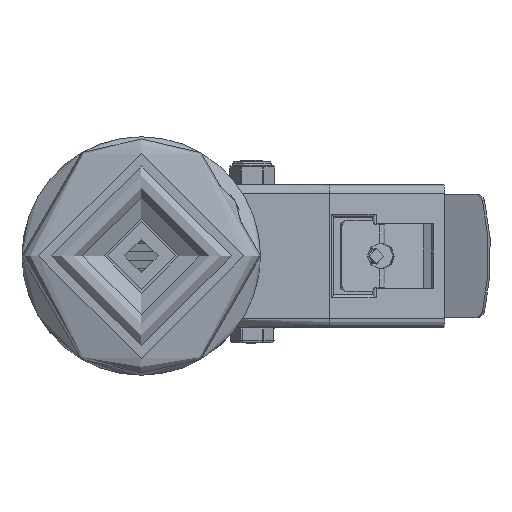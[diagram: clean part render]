
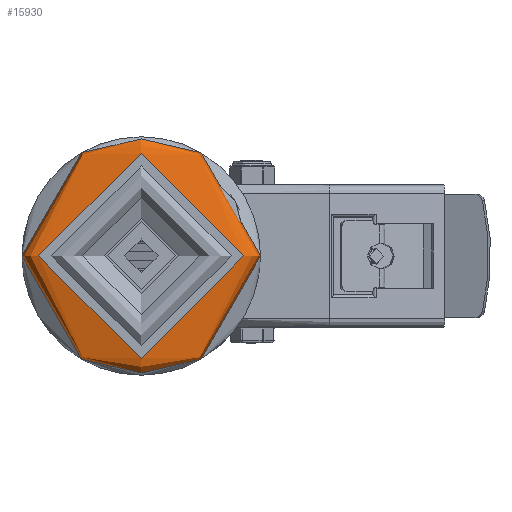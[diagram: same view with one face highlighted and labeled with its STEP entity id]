
A CAD part, top view. The second image highlights one B-rep face of the part: STEP entity #15930.
In plain terms, the highlighted toroidal (fillet/blend) face has major radius 49 mm and minor radius 8 mm.
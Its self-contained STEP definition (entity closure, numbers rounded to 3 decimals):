
#3839=FACE_OUTER_BOUND('',#4830,.T.);
#4830=EDGE_LOOP('',(#10848,#10849,#10850,#10851,#10852));
#5887=CIRCLE('',#17099,57.);
#5889=CIRCLE('',#17101,57.);
#5890=CIRCLE('',#17103,8.);
#5891=CIRCLE('',#17104,49.);
#6749=VERTEX_POINT('',#23236);
#6750=VERTEX_POINT('',#23237);
#6752=VERTEX_POINT('',#23244);
#8324=EDGE_CURVE('',#6749,#6750,#5887,.T.);
#8327=EDGE_CURVE('',#6750,#6749,#5889,.T.);
#8328=EDGE_CURVE('',#6750,#6752,#5890,.T.);
#8329=EDGE_CURVE('',#6752,#6752,#5891,.T.);
#10848=ORIENTED_EDGE('',*,*,#8324,.T.);
#10849=ORIENTED_EDGE('',*,*,#8328,.T.);
#10850=ORIENTED_EDGE('',*,*,#8329,.T.);
#10851=ORIENTED_EDGE('',*,*,#8328,.F.);
#10852=ORIENTED_EDGE('',*,*,#8327,.T.);
#15862=TOROIDAL_SURFACE('',#17102,49.,8.);
#15930=ADVANCED_FACE('',(#3839),#15862,.T.);
#17099=AXIS2_PLACEMENT_3D('',#23238,#18827,#18828);
#17101=AXIS2_PLACEMENT_3D('',#23242,#18832,#18833);
#17102=AXIS2_PLACEMENT_3D('',#23243,#18834,#18835);
#17103=AXIS2_PLACEMENT_3D('',#23245,#18836,#18837);
#17104=AXIS2_PLACEMENT_3D('',#23246,#18838,#18839);
#18827=DIRECTION('center_axis',(0.,0.,1.));
#18828=DIRECTION('ref_axis',(1.,0.,0.));
#18832=DIRECTION('center_axis',(0.,0.,1.));
#18833=DIRECTION('ref_axis',(1.,0.,0.));
#18834=DIRECTION('center_axis',(0.,0.,-1.));
#18835=DIRECTION('ref_axis',(-1.,0.,0.));
#18836=DIRECTION('center_axis',(0.,-1.,0.));
#18837=DIRECTION('ref_axis',(1.,0.,0.));
#18838=DIRECTION('center_axis',(0.,0.,-1.));
#18839=DIRECTION('ref_axis',(1.,0.,0.));
#23236=CARTESIAN_POINT('',(-57.,0.,5.5));
#23237=CARTESIAN_POINT('',(57.,0.,5.5));
#23238=CARTESIAN_POINT('Origin',(0.,0.,5.5));
#23242=CARTESIAN_POINT('Origin',(0.,0.,5.5));
#23243=CARTESIAN_POINT('Origin',(0.,0.,5.5));
#23244=CARTESIAN_POINT('',(49.,0.,13.5));
#23245=CARTESIAN_POINT('Origin',(49.,0.,5.5));
#23246=CARTESIAN_POINT('Origin',(0.,0.,13.5));
